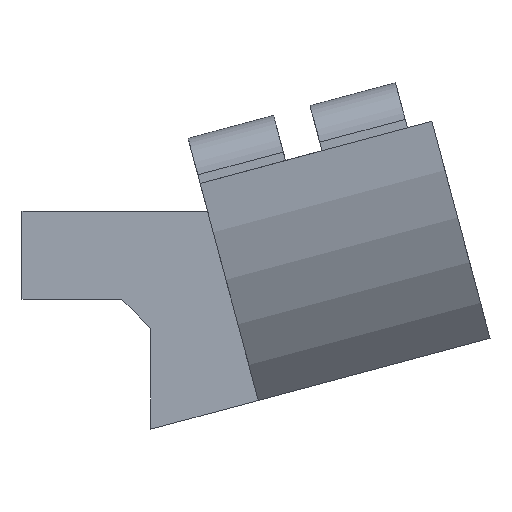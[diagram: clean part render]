
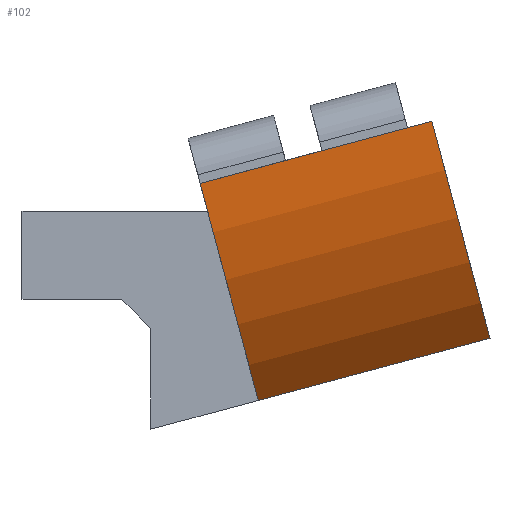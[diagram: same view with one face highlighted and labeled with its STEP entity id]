
A CAD part, front view. The second image highlights one B-rep face of the part: STEP entity #102.
In plain terms, the highlighted cylindrical face has radius 24 mm (diameter 48 mm), a partial arc.
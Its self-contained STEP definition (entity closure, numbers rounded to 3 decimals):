
#102=ADVANCED_FACE('',(#493),#495,.T.);
#493=FACE_BOUND('',#494,.T.);
#494=EDGE_LOOP('',(#1021,#1022,#1023,#1024));
#495=CYLINDRICAL_SURFACE('',#496,24.);
#496=AXIS2_PLACEMENT_3D('',#497,#498,#499);
#497=CARTESIAN_POINT('',(14.36,10.5,17.387));
#498=DIRECTION('',(0.966,0.,0.259));
#499=DIRECTION('',(0.002,-1.,-0.008));
#1021=ORIENTED_EDGE('',*,*,#1304,.T.);
#1022=ORIENTED_EDGE('',*,*,#1309,.T.);
#1023=ORIENTED_EDGE('',*,*,#1295,.F.);
#1024=ORIENTED_EDGE('',*,*,#1263,.F.);
#1263=EDGE_CURVE('',#1547,#1549,#1550,.T.);
#1295=EDGE_CURVE('',#1549,#1587,#1602,.T.);
#1304=EDGE_CURVE('',#1547,#1614,#1616,.T.);
#1309=EDGE_CURVE('',#1614,#1587,#1622,.T.);
#1547=VERTEX_POINT('',#2150);
#1549=VERTEX_POINT('',#2154);
#1550=LINE('',#2155,#2156);
#1587=VERTEX_POINT('',#2243);
#1602=CIRCLE('',#2278,24.);
#1614=VERTEX_POINT('',#2308);
#1616=CIRCLE('',#2312,24.);
#1622=LINE('',#2330,#2331);
#2150=CARTESIAN_POINT('',(14.412,-13.499,17.193));
#2154=CARTESIAN_POINT('',(32.765,-13.499,22.111));
#2155=CARTESIAN_POINT('',(14.412,-13.499,17.193));
#2156=VECTOR('',#2157,1.);
#2157=DIRECTION('',(0.966,0.,0.259));
#2243=CARTESIAN_POINT('',(37.372,-5.375,4.918));
#2278=AXIS2_PLACEMENT_3D('',#2279,#2280,#2281);
#2279=CARTESIAN_POINT('',(32.713,10.5,22.304));
#2280=DIRECTION('',(0.966,0.,0.259));
#2281=DIRECTION('',(0.002,-1.,-0.008));
#2308=CARTESIAN_POINT('',(19.019,-5.375,0.));
#2312=AXIS2_PLACEMENT_3D('',#2313,#2314,#2315);
#2313=CARTESIAN_POINT('',(14.36,10.5,17.387));
#2314=DIRECTION('',(0.966,0.,0.259));
#2315=DIRECTION('',(0.002,-1.,-0.008));
#2330=CARTESIAN_POINT('',(19.019,-5.375,0.));
#2331=VECTOR('',#2332,1.);
#2332=DIRECTION('',(0.966,0.,0.259));
